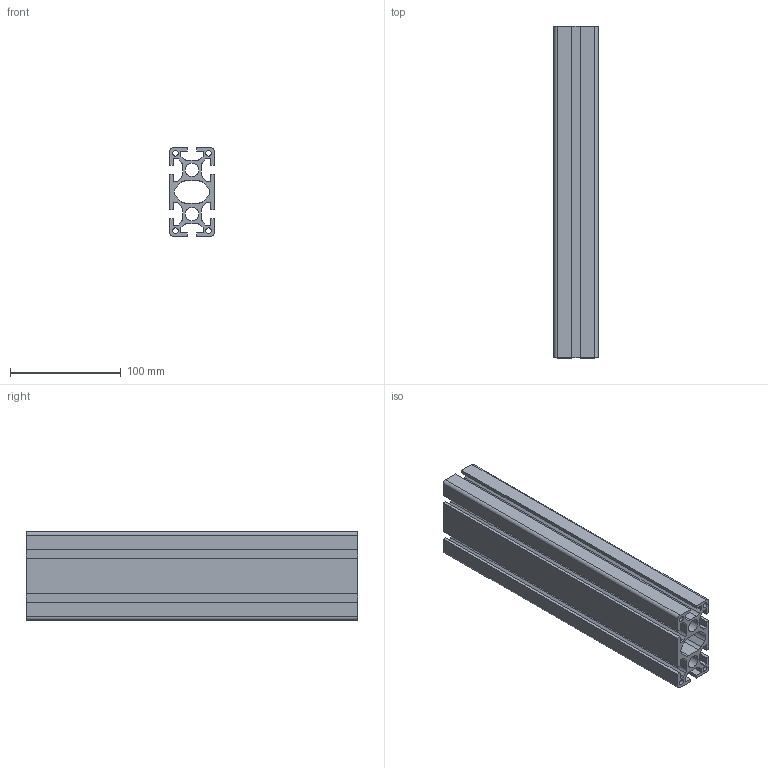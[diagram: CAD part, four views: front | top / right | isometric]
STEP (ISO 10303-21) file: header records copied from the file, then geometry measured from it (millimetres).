
FILE_DESCRIPTION (( 'STEP AP214' ), '1' );
FILE_NAME ('1727981006578.step', '2024-10-03T18:43:28', ( 'Windows User' ), ( '' ), 'SwSTEP 2.0', 'SolidWorks 2011', '' );
FILE_SCHEMA (( 'AUTOMOTIVE_DESIGN' ));
Length unit declared in the file: millimetre
Products named in the file (2): 1727981006578; 1.11.040080.64Sx300.00(1)
Assembly tree (1 placements, depth 2):
  1727981006578
    1.11.040080.64Sx300.00(1)
Bounding box: 40 x 300 x 80 mm (x, y, z)
Volume: 382785.6 mm3; surface area: 216788.3 mm2
Topology: 1 solids, 1 shells, 121 faces, 357 edges, 238 vertices
Faces by surface type: plane 72, cylinder 49
Entity records: 4143 total; most frequent: CARTESIAN_POINT 720, ORIENTED_EDGE 714, DIRECTION 705, EDGE_CURVE 357, LINE 259, VECTOR 259, VERTEX_POINT 238, AXIS2_PLACEMENT_3D 223
